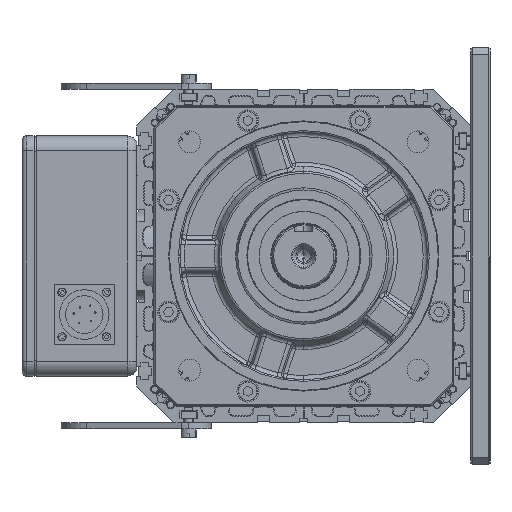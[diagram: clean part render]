
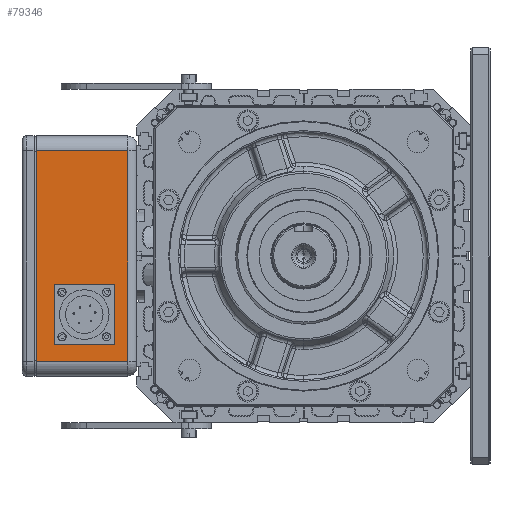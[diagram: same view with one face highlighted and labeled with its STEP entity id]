
A CAD part, left-side view. The second image highlights one B-rep face of the part: STEP entity #79346.
In plain terms, the highlighted planar face has unit normal (-1, 0, 0).
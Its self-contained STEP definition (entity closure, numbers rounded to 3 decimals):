
#562 = VECTOR ( 'NONE', #100084, 1000. ) ;
#11509 = LINE ( 'NONE', #187120, #141068 ) ;
#19399 = ORIENTED_EDGE ( 'NONE', *, *, #74585, .T. ) ;
#21071 = DIRECTION ( 'NONE',  ( 0., -1., 0. ) ) ;
#22167 = LINE ( 'NONE', #155317, #89326 ) ;
#25998 = LINE ( 'NONE', #84878, #146032 ) ;
#26061 = EDGE_CURVE ( 'NONE', #142548, #164241, #22167, .T. ) ;
#40304 = CARTESIAN_POINT ( 'NONE',  ( 423., 178.2, 70. ) ) ;
#43983 = CARTESIAN_POINT ( 'NONE',  ( 423., 117.2, 70. ) ) ;
#57687 = EDGE_LOOP ( 'NONE', ( #140064, #168307, #19399, #135241 ) ) ;
#64526 = CARTESIAN_POINT ( 'NONE',  ( 423., 117.2, -70. ) ) ;
#67414 = CARTESIAN_POINT ( 'NONE',  ( 423., 178.2, 80. ) ) ;
#68028 = AXIS2_PLACEMENT_3D ( 'NONE', #67414, #99236, #21071 ) ;
#74585 = EDGE_CURVE ( 'NONE', #164241, #110982, #11509, .T. ) ;
#79346 = ADVANCED_FACE ( 'NONE', ( #140781 ), #154244, .F. ) ;
#80485 = EDGE_CURVE ( 'NONE', #110982, #159376, #157053, .T. ) ;
#84878 = CARTESIAN_POINT ( 'NONE',  ( 423., 178.2, 80. ) ) ;
#89326 = VECTOR ( 'NONE', #97441, 1000. ) ;
#97441 = DIRECTION ( 'NONE',  ( 0., -1., 0. ) ) ;
#99236 = DIRECTION ( 'NONE',  ( 1., 0., 0. ) ) ;
#100084 = DIRECTION ( 'NONE',  ( 0., 1., 0. ) ) ;
#105406 = EDGE_CURVE ( 'NONE', #142548, #159376, #25998, .T. ) ;
#110982 = VERTEX_POINT ( 'NONE', #43983 ) ;
#111839 = CARTESIAN_POINT ( 'NONE',  ( 423., 178.2, 70. ) ) ;
#135241 = ORIENTED_EDGE ( 'NONE', *, *, #80485, .T. ) ;
#140064 = ORIENTED_EDGE ( 'NONE', *, *, #105406, .F. ) ;
#140781 = FACE_OUTER_BOUND ( 'NONE', #57687, .T. ) ;
#141068 = VECTOR ( 'NONE', #146519, 1000. ) ;
#142548 = VERTEX_POINT ( 'NONE', #161011 ) ;
#143758 = DIRECTION ( 'NONE',  ( 0., 0., 1. ) ) ;
#146032 = VECTOR ( 'NONE', #143758, 1000. ) ;
#146519 = DIRECTION ( 'NONE',  ( 0., 0., 1. ) ) ;
#154244 = PLANE ( 'NONE',  #68028 ) ;
#155317 = CARTESIAN_POINT ( 'NONE',  ( 423., 178.2, -70. ) ) ;
#157053 = LINE ( 'NONE', #40304, #562 ) ;
#159376 = VERTEX_POINT ( 'NONE', #111839 ) ;
#161011 = CARTESIAN_POINT ( 'NONE',  ( 423., 178.2, -70. ) ) ;
#164241 = VERTEX_POINT ( 'NONE', #64526 ) ;
#168307 = ORIENTED_EDGE ( 'NONE', *, *, #26061, .T. ) ;
#187120 = CARTESIAN_POINT ( 'NONE',  ( 423., 117.2, 80. ) ) ;
